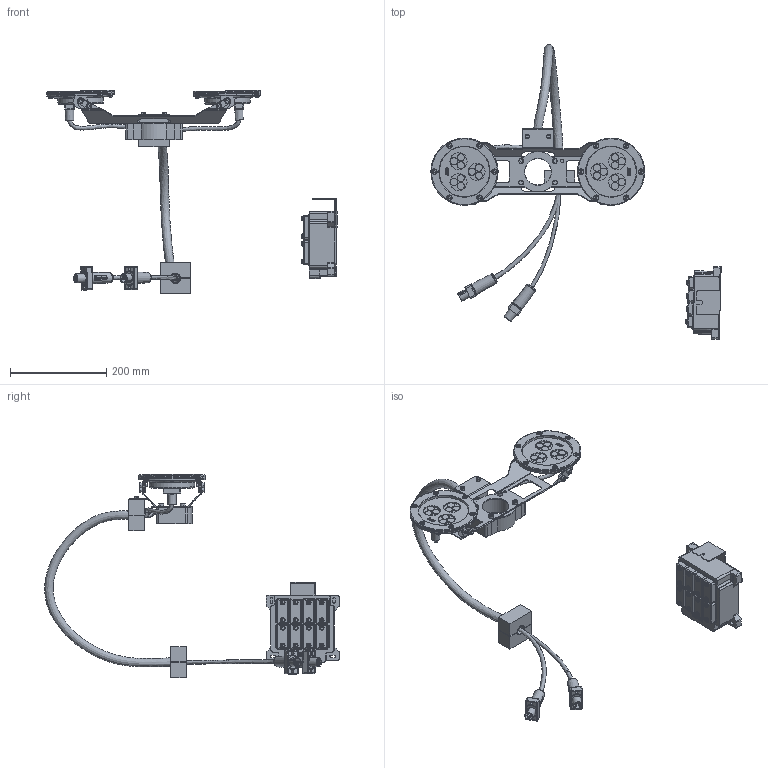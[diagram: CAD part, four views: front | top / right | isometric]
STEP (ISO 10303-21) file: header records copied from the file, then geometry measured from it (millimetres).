
FILE_DESCRIPTION(/* description */ (''),/* implementation_level */ '2;1');
FILE_NAME(/* name */ '72889_Led Modul MDD S.stp',/* time_stamp */ '2019-07-10T10:32:08+02:00',/* author */ ('guzb562'),/* organization */ (''),/* preprocessor_version */ 'ST-DEVELOPER v17.2',/* originating_system */ 'Autodesk Inventor 2019',/* authorisation */ '');
FILE_SCHEMA (('CONFIG_CONTROL_DESIGN'));
Products named in the file (18): 72889_Led Modul MDD S; 70132_ProfiLux_LED_LRGB_Spot; stecker Hybrid2; 70468_Underwater led driver compact; 70468_led_driver_compact; Stecker_Kappe; 72889_Led Modul MDD S.Kabelbaum1; 72889_Led Modul MDD S.Kabelbaum1_1; 72889_Led Modul MDD S.Kabelbaum2; 72889_Led Modul MDD S.Kabelbaum2_1; 72889_Led Modul MDD S.Kabelbaum3; 72889_Led Modul MDD S.Kabelbaum3_1; Bauteil5; 72889_Led Modul MDD S.Kabelbaum4; 72889_Led Modul MDD S.Kabelbaum4_1; 72889_Led Modul MDD S.Kabelbaum5; 72889_Led Modul MDD S.Kabelbaum5_1; Halter
Assembly tree (26 placements, depth 3):
  72889_Led Modul MDD S
    70132_ProfiLux_LED_LRGB_Spot  x2
    stecker Hybrid2  x2
    70468_Underwater led driver compact
      70468_led_driver_compact
      Stecker_Kappe  x8
    72889_Led Modul MDD S.Kabelbaum1
      72889_Led Modul MDD S.Kabelbaum1_1
    72889_Led Modul MDD S.Kabelbaum2
      72889_Led Modul MDD S.Kabelbaum2_1
    72889_Led Modul MDD S.Kabelbaum3
      72889_Led Modul MDD S.Kabelbaum3_1
    Bauteil5
    72889_Led Modul MDD S.Kabelbaum4
      72889_Led Modul MDD S.Kabelbaum4_1
    72889_Led Modul MDD S.Kabelbaum5
      72889_Led Modul MDD S.Kabelbaum5_1
    Halter
Bounding box: 604.07 x 613.01 x 423.77 mm (x, y, z)
Volume: 1995215.6 mm3; surface area: 475690.1 mm2
Topology: 26 solids, 67 shells, 3812 faces, 9595 edges, 6317 vertices
Faces by surface type: plane 2486, cylinder 710, bspline 562, torus 36, cone 10, sphere 8
Full cylindrical faces by diameter (mm): 1.27 x5, 1.3 x10, 1.4 x17, 1.413 x4, 3.6 x10, 3.618 x2, 5.2 x12, 5.4 x16, 5.6 x2, 6 x44, 6.5 x4, 6.6 x5, 7.683 x2, 7.794 x12, 8.5 x2, 10 x40, 11.314 x12, 15 x18, 15.767 x1, 19.868 x4, 19.899 x2, 20.098 x1, 20.165 x1, 35.5 x6, 55 x1, 56 x1, 104.439 x2, 113.144 x2, 137 x2, 139.809 x2
Entity records: 75967 total; most frequent: CARTESIAN_POINT 26488, ORIENTED_EDGE 10336, DIRECTION 9014, EDGE_CURVE 5173, LINE 3662, VECTOR 3662, VERTEX_POINT 3402, AXIS2_PLACEMENT_3D 2676
